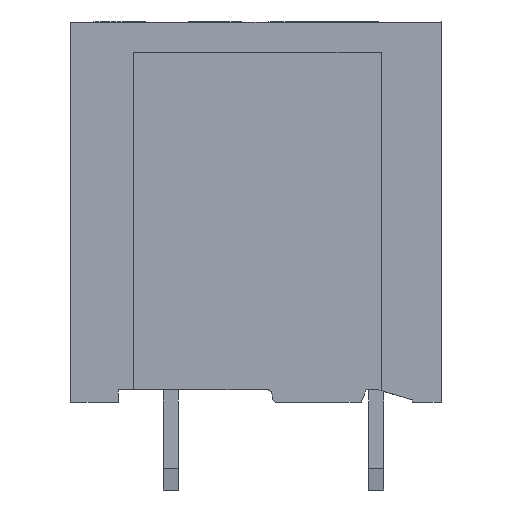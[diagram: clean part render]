
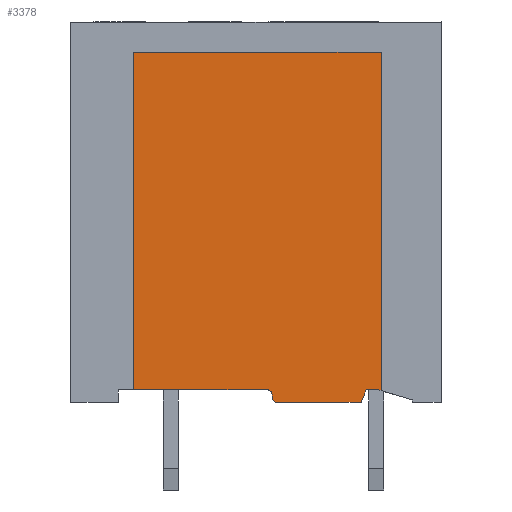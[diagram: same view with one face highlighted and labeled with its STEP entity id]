
A CAD part, left-side view. The second image highlights one B-rep face of the part: STEP entity #3378.
In plain terms, the highlighted planar face has unit normal (-1, 0, 0).
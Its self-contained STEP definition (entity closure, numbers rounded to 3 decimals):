
#711=AXIS2_PLACEMENT_3D('Circle Axis2P3D',#709,#710,$) ;
#754=AXIS2_PLACEMENT_3D('Circle Axis2P3D',#752,#753,$) ;
#3351=AXIS2_PLACEMENT_3D('Plane Axis2P3D',#3348,#3349,#3350) ;
#583=CARTESIAN_POINT('Vertex',(1.1,2.5,4.)) ;
#604=CARTESIAN_POINT('Vertex',(1.1,2.4,3.97)) ;
#607=CARTESIAN_POINT('Line Origine',(1.1,2.45,3.985)) ;
#631=CARTESIAN_POINT('Vertex',(1.1,3.,4.)) ;
#634=CARTESIAN_POINT('Line Origine',(1.1,2.75,4.)) ;
#656=CARTESIAN_POINT('Vertex',(1.1,3.2,3.5)) ;
#659=CARTESIAN_POINT('Line Origine',(1.1,3.1,3.75)) ;
#681=CARTESIAN_POINT('Vertex',(1.1,6.55,3.5)) ;
#684=CARTESIAN_POINT('Line Origine',(1.1,4.875,3.5)) ;
#706=CARTESIAN_POINT('Vertex',(1.1,6.75,3.7)) ;
#709=CARTESIAN_POINT('Axis2P3D Location',(1.1,6.55,3.7)) ;
#731=CARTESIAN_POINT('Vertex',(1.1,6.75,3.8)) ;
#734=CARTESIAN_POINT('Line Origine',(1.1,6.75,3.75)) ;
#752=CARTESIAN_POINT('Axis2P3D Location',(1.1,6.95,3.8)) ;
#756=CARTESIAN_POINT('Vertex',(1.1,6.95,4.)) ;
#786=CARTESIAN_POINT('Line Origine',(1.1,9.625,4.)) ;
#790=CARTESIAN_POINT('Vertex',(1.1,12.3,4.)) ;
#3332=CARTESIAN_POINT('Vertex',(1.1,2.4,17.5)) ;
#3335=CARTESIAN_POINT('Line Origine',(1.1,2.4,10.735)) ;
#3348=CARTESIAN_POINT('Axis2P3D Location',(1.1,2.4,0.)) ;
#3353=CARTESIAN_POINT('Line Origine',(1.1,7.35,17.5)) ;
#3357=CARTESIAN_POINT('Vertex',(1.1,12.3,17.5)) ;
#3360=CARTESIAN_POINT('Line Origine',(1.1,12.3,10.75)) ;
#608=DIRECTION('Vector Direction',(0.,-0.959,-0.284)) ;
#635=DIRECTION('Vector Direction',(0.,1.,0.)) ;
#660=DIRECTION('Vector Direction',(0.,-0.371,0.928)) ;
#685=DIRECTION('Vector Direction',(0.,1.,0.)) ;
#710=DIRECTION('Axis2P3D Direction',(-1.,0.,0.)) ;
#735=DIRECTION('Vector Direction',(0.,0.,1.)) ;
#753=DIRECTION('Axis2P3D Direction',(-1.,0.,0.)) ;
#787=DIRECTION('Vector Direction',(0.,1.,0.)) ;
#3336=DIRECTION('Vector Direction',(0.,0.,1.)) ;
#3349=DIRECTION('Axis2P3D Direction',(1.,0.,0.)) ;
#3350=DIRECTION('Axis2P3D XDirection',(0.,1.,0.)) ;
#3354=DIRECTION('Vector Direction',(0.,1.,0.)) ;
#3361=DIRECTION('Vector Direction',(0.,0.,1.)) ;
#609=VECTOR('Line Direction',#608,1.) ;
#636=VECTOR('Line Direction',#635,1.) ;
#661=VECTOR('Line Direction',#660,1.) ;
#686=VECTOR('Line Direction',#685,1.) ;
#736=VECTOR('Line Direction',#735,1.) ;
#788=VECTOR('Line Direction',#787,1.) ;
#3337=VECTOR('Line Direction',#3336,1.) ;
#3355=VECTOR('Line Direction',#3354,1.) ;
#3362=VECTOR('Line Direction',#3361,1.) ;
#3366=ORIENTED_EDGE('',*,*,#663,.T.) ;
#3367=ORIENTED_EDGE('',*,*,#638,.F.) ;
#3368=ORIENTED_EDGE('',*,*,#611,.T.) ;
#3369=ORIENTED_EDGE('',*,*,#3339,.T.) ;
#3370=ORIENTED_EDGE('',*,*,#3359,.F.) ;
#3371=ORIENTED_EDGE('',*,*,#3364,.F.) ;
#3372=ORIENTED_EDGE('',*,*,#792,.F.) ;
#3373=ORIENTED_EDGE('',*,*,#758,.T.) ;
#3374=ORIENTED_EDGE('',*,*,#738,.F.) ;
#3375=ORIENTED_EDGE('',*,*,#713,.F.) ;
#3376=ORIENTED_EDGE('',*,*,#688,.T.) ;
#3378=ADVANCED_FACE('Housing',(#3377),#3352,.F.) ;
#712=CIRCLE('generated circle',#711,0.2) ;
#755=CIRCLE('generated circle',#754,0.2) ;
#611=EDGE_CURVE('',#584,#605,#610,.T.) ;
#638=EDGE_CURVE('',#584,#632,#637,.T.) ;
#663=EDGE_CURVE('',#657,#632,#662,.T.) ;
#688=EDGE_CURVE('',#682,#657,#687,.F.) ;
#713=EDGE_CURVE('',#682,#707,#712,.F.) ;
#738=EDGE_CURVE('',#707,#732,#737,.T.) ;
#758=EDGE_CURVE('',#757,#732,#755,.F.) ;
#792=EDGE_CURVE('',#757,#791,#789,.T.) ;
#3339=EDGE_CURVE('',#605,#3333,#3338,.T.) ;
#3359=EDGE_CURVE('',#3358,#3333,#3356,.F.) ;
#3364=EDGE_CURVE('',#791,#3358,#3363,.T.) ;
#3365=EDGE_LOOP('',(#3366,#3367,#3368,#3369,#3370,#3371,#3372,#3373,#3374,#3375,#3376)) ;
#3377=FACE_OUTER_BOUND('',#3365,.T.) ;
#610=LINE('Line',#607,#609) ;
#637=LINE('Line',#634,#636) ;
#662=LINE('Line',#659,#661) ;
#687=LINE('Line',#684,#686) ;
#737=LINE('Line',#734,#736) ;
#789=LINE('Line',#786,#788) ;
#3338=LINE('Line',#3335,#3337) ;
#3356=LINE('Line',#3353,#3355) ;
#3363=LINE('Line',#3360,#3362) ;
#3352=PLANE('',#3351) ;
#584=VERTEX_POINT('',#583) ;
#605=VERTEX_POINT('',#604) ;
#632=VERTEX_POINT('',#631) ;
#657=VERTEX_POINT('',#656) ;
#682=VERTEX_POINT('',#681) ;
#707=VERTEX_POINT('',#706) ;
#732=VERTEX_POINT('',#731) ;
#757=VERTEX_POINT('',#756) ;
#791=VERTEX_POINT('',#790) ;
#3333=VERTEX_POINT('',#3332) ;
#3358=VERTEX_POINT('',#3357) ;
